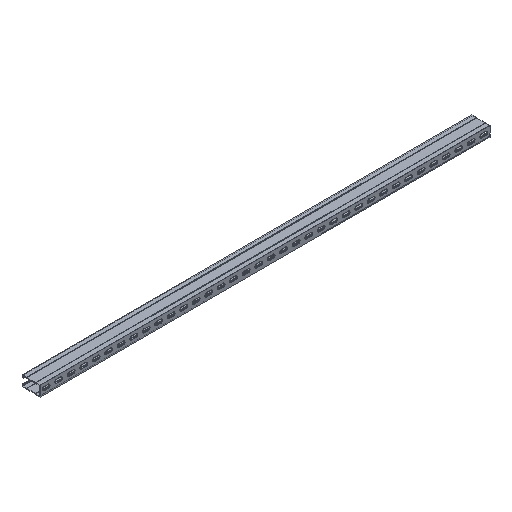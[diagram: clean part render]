
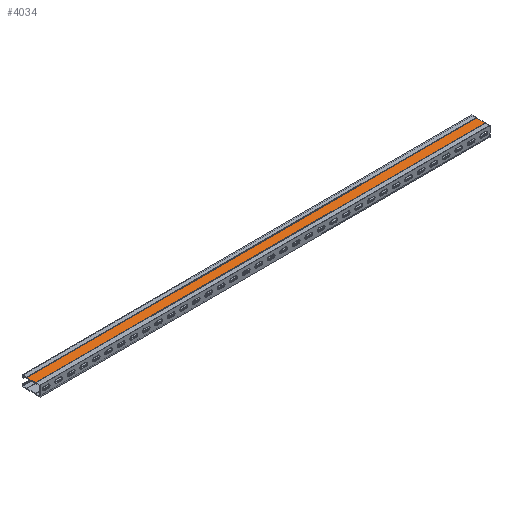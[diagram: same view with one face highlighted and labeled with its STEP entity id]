
A CAD part, isometric view. The second image highlights one B-rep face of the part: STEP entity #4034.
In plain terms, the highlighted planar face has unit normal (0, 0, 1).
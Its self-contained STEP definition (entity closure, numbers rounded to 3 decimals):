
#529=FACE_OUTER_BOUND('',#787,.T.);
#787=EDGE_LOOP('',(#3470,#3471,#3472,#3473));
#1161=LINE('',#6611,#1537);
#1162=LINE('',#6614,#1538);
#1163=LINE('',#6616,#1539);
#1164=LINE('',#6617,#1540);
#1537=VECTOR('',#5497,10.);
#1538=VECTOR('',#5500,10.);
#1539=VECTOR('',#5501,10.);
#1540=VECTOR('',#5502,10.);
#1908=VERTEX_POINT('',#6607);
#1909=VERTEX_POINT('',#6609);
#1910=VERTEX_POINT('',#6613);
#1911=VERTEX_POINT('',#6615);
#2453=EDGE_CURVE('',#1908,#1909,#1161,.T.);
#2454=EDGE_CURVE('',#1910,#1908,#1162,.T.);
#2455=EDGE_CURVE('',#1911,#1909,#1163,.T.);
#2456=EDGE_CURVE('',#1910,#1911,#1164,.T.);
#3470=ORIENTED_EDGE('',*,*,#2454,.T.);
#3471=ORIENTED_EDGE('',*,*,#2453,.T.);
#3472=ORIENTED_EDGE('',*,*,#2455,.F.);
#3473=ORIENTED_EDGE('',*,*,#2456,.F.);
#3663=PLANE('',#4415);
#4034=ADVANCED_FACE('',(#529),#3663,.T.);
#4415=AXIS2_PLACEMENT_3D('',#6612,#5498,#5499);
#5497=DIRECTION('',(1.,0.,0.));
#5498=DIRECTION('center_axis',(0.,0.,1.));
#5499=DIRECTION('ref_axis',(0.,-1.,0.));
#5500=DIRECTION('',(0.,-1.,0.));
#5501=DIRECTION('',(0.,-1.,0.));
#5502=DIRECTION('',(1.,0.,0.));
#6607=CARTESIAN_POINT('',(0.,-17.357,20.15));
#6609=CARTESIAN_POINT('',(1800.,-17.357,20.15));
#6611=CARTESIAN_POINT('',(0.,-17.357,20.15));
#6612=CARTESIAN_POINT('Origin',(0.,17.357,20.15));
#6613=CARTESIAN_POINT('',(0.,17.357,20.15));
#6614=CARTESIAN_POINT('',(0.,17.357,20.15));
#6615=CARTESIAN_POINT('',(1800.,17.357,20.15));
#6616=CARTESIAN_POINT('',(1800.,17.357,20.15));
#6617=CARTESIAN_POINT('',(0.,17.357,20.15));
